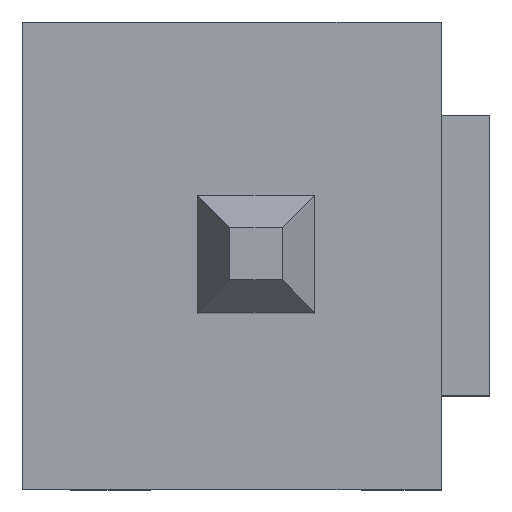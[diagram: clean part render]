
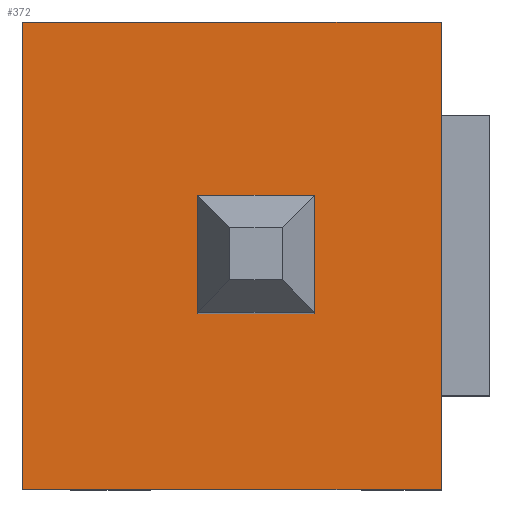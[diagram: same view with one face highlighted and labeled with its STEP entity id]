
A CAD part, top view. The second image highlights one B-rep face of the part: STEP entity #372.
In plain terms, the highlighted free-form (B-spline) face has degree [1, 1] with [2, 2] control points.
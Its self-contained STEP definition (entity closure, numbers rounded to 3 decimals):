
#230=CARTESIAN_POINT('',(1.007,-1.27,2.54));
#231=VERTEX_POINT('',#230);
#232=CARTESIAN_POINT('',(1.007,1.27,2.54));
#233=VERTEX_POINT('',#232);
#234=CARTESIAN_POINT('',(1.007,-1.27,2.54));
#235=DIRECTION('',(0.0,1.0,0.0));
#236=VECTOR('',#235,2.54);
#237=LINE('',#234,#236);
#238=EDGE_CURVE('',#231,#233,#237,.T.);
#270=CARTESIAN_POINT('',(-1.27,1.27,2.54));
#271=VERTEX_POINT('',#270);
#272=CARTESIAN_POINT('',(-1.27,-1.27,2.54));
#273=VERTEX_POINT('',#272);
#274=CARTESIAN_POINT('',(-1.27,1.27,2.54));
#275=DIRECTION('',(0.0,-1.0,0.0));
#276=VECTOR('',#275,2.54);
#277=LINE('',#274,#276);
#278=EDGE_CURVE('',#271,#273,#277,.T.);
#317=CARTESIAN_POINT('',(1.007,-1.27,2.54));
#318=DIRECTION('',(-1.0,0.0,0.0));
#319=VECTOR('',#318,2.277);
#320=LINE('',#317,#319);
#321=EDGE_CURVE('',#231,#273,#320,.T.);
#349=CARTESIAN_POINT('',(1.007,1.27,2.54));
#350=DIRECTION('',(-1.0,0.0,0.0));
#351=VECTOR('',#350,2.277);
#352=LINE('',#349,#351);
#353=EDGE_CURVE('',#233,#271,#352,.T.);
#361=CARTESIAN_POINT('',(-1.27,1.27,2.54));
#362=CARTESIAN_POINT('',(1.007,1.27,2.54));
#363=CARTESIAN_POINT('',(-1.27,-1.27,2.54));
#364=CARTESIAN_POINT('',(1.007,-1.27,2.54));
#365=B_SPLINE_SURFACE_WITH_KNOTS('',1,1,((#361,#363),(#362,#364)),.UNSPECIFIED.,.F.,.F.,.U.,(2,2),(2,2),(0.0,2.277),(0.0,2.54),.UNSPECIFIED.);
#366=ORIENTED_EDGE('',*,*,#321,.F.);
#367=ORIENTED_EDGE('',*,*,#238,.T.);
#368=ORIENTED_EDGE('',*,*,#353,.T.);
#369=ORIENTED_EDGE('',*,*,#278,.T.);
#370=EDGE_LOOP('',(#366,#367,#368,#369));
#371=FACE_OUTER_BOUND('',#370,.T.);
#372=ADVANCED_FACE('',(#371),#365,.F.);
